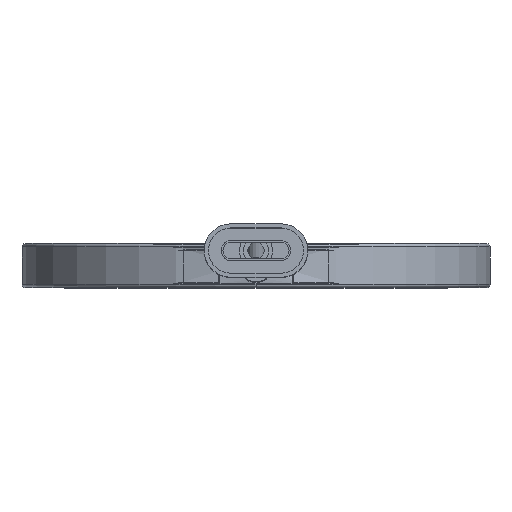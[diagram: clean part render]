
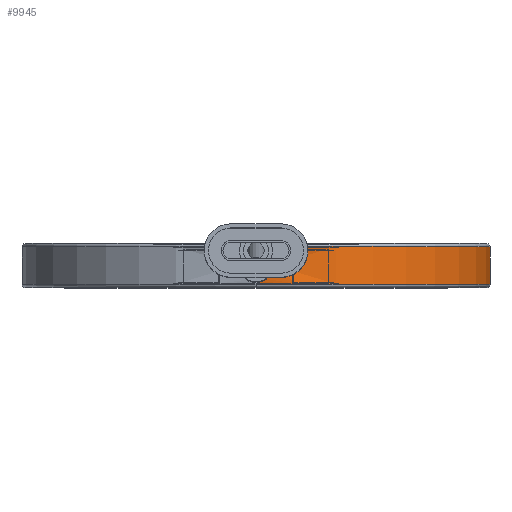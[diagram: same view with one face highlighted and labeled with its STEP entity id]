
A CAD part, top view. The second image highlights one B-rep face of the part: STEP entity #9945.
In plain terms, the highlighted cylindrical face has radius 28 mm (diameter 56 mm), a partial arc.
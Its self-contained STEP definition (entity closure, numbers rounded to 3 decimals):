
#112 = CARTESIAN_POINT ( 'NONE',  ( 1.882, 3.574, 27.937 ) ) ;
#282 = CARTESIAN_POINT ( 'NONE',  ( 2.093, 2.922, 27.922 ) ) ;
#526 = CARTESIAN_POINT ( 'NONE',  ( 0., 0.564, 28. ) ) ;
#1012 = CYLINDRICAL_SURFACE ( 'NONE', #12440, 28. ) ;
#1155 = CARTESIAN_POINT ( 'NONE',  ( 1.882, 1.726, 27.937 ) ) ;
#1270 = VERTEX_POINT ( 'NONE', #526 ) ;
#2164 = CARTESIAN_POINT ( 'NONE',  ( 0., 0.4, -28. ) ) ;
#2536 = CARTESIAN_POINT ( 'NONE',  ( 1.577, 1.272, 27.956 ) ) ;
#2573 = EDGE_CURVE ( 'NONE', #16766, #10041, #7685, .T. ) ;
#2599 = VERTEX_POINT ( 'NONE', #2164 ) ;
#2668 = CARTESIAN_POINT ( 'NONE',  ( 1.816, 1.604, 27.941 ) ) ;
#2869 = B_SPLINE_CURVE_WITH_KNOTS ( 'NONE', 3,
 ( #16027, #7315, #11675, #8708, #2929, #11623, #13072, #2988, #15968, #13135, #112, #11558, #282, #10154 ),
 .UNSPECIFIED., .F., .F.,
 ( 4, 2, 2, 2, 2, 2, 4 ),
 ( 0.75, 0.812, 0.844, 0.875, 0.906, 0.937, 1. ),
 .UNSPECIFIED. ) ;
#2929 = CARTESIAN_POINT ( 'NONE',  ( 1.049, 4.46, 27.981 ) ) ;
#2988 = CARTESIAN_POINT ( 'NONE',  ( 1.578, 4.028, 27.956 ) ) ;
#3599 = DIRECTION ( 'NONE',  ( 0., 0., 1. ) ) ;
#3976 = CARTESIAN_POINT ( 'NONE',  ( 1.056, 0.828, 27.981 ) ) ;
#4031 = CARTESIAN_POINT ( 'NONE',  ( 2.026, 2.107, 27.927 ) ) ;
#4139 = ORIENTED_EDGE ( 'NONE', *, *, #16697, .T. ) ;
#4331 = LINE ( 'NONE', #4397, #5453 ) ;
#4397 = CARTESIAN_POINT ( 'NONE',  ( 0., 5.3, 28. ) ) ;
#4555 = VERTEX_POINT ( 'NONE', #8285 ) ;
#5453 = VECTOR ( 'NONE', #17270, 1000. ) ;
#5489 = VERTEX_POINT ( 'NONE', #12062 ) ;
#5550 = CARTESIAN_POINT ( 'NONE',  ( 0.543, 0.631, 27.995 ) ) ;
#5930 = CARTESIAN_POINT ( 'NONE',  ( 0., 4.9, -28. ) ) ;
#5975 = CARTESIAN_POINT ( 'NONE',  ( 0., 0.4, 28. ) ) ;
#6116 = DIRECTION ( 'NONE',  ( 0., -1., 0. ) ) ;
#6991 = CARTESIAN_POINT ( 'NONE',  ( 0.673, 0.67, 27.992 ) ) ;
#7315 = CARTESIAN_POINT ( 'NONE',  ( 0.275, 4.736, 28. ) ) ;
#7601 = DIRECTION ( 'NONE',  ( 0., -1., 0. ) ) ;
#7663 = VECTOR ( 'NONE', #6116, 1000. ) ;
#7685 = CIRCLE ( 'NONE', #8996, 28. ) ;
#7741 = AXIS2_PLACEMENT_3D ( 'NONE', #18027, #13683, #18099 ) ;
#8068 = ORIENTED_EDGE ( 'NONE', *, *, #13921, .T. ) ;
#8112 = LINE ( 'NONE', #13196, #7663 ) ;
#8245 = CARTESIAN_POINT ( 'NONE',  ( 0.137, 0.564, 28. ) ) ;
#8285 = CARTESIAN_POINT ( 'NONE',  ( 2.093, 2.65, 27.922 ) ) ;
#8368 = EDGE_CURVE ( 'NONE', #16766, #2599, #14774, .T. ) ;
#8624 = ORIENTED_EDGE ( 'NONE', *, *, #2573, .T. ) ;
#8708 = CARTESIAN_POINT ( 'NONE',  ( 0.929, 4.524, 27.985 ) ) ;
#8996 = AXIS2_PLACEMENT_3D ( 'NONE', #13828, #10773, #3599 ) ;
#9311 = EDGE_CURVE ( 'NONE', #4555, #1270, #11436, .T. ) ;
#9763 = CARTESIAN_POINT ( 'NONE',  ( 2.08, 2.377, 27.923 ) ) ;
#9870 = VERTEX_POINT ( 'NONE', #5975 ) ;
#9945 = ADVANCED_FACE ( 'NONE', ( #12951 ), #1012, .T. ) ;
#10041 = VERTEX_POINT ( 'NONE', #16390 ) ;
#10154 = CARTESIAN_POINT ( 'NONE',  ( 2.093, 2.65, 27.922 ) ) ;
#10469 = ORIENTED_EDGE ( 'NONE', *, *, #18677, .T. ) ;
#10773 = DIRECTION ( 'NONE',  ( 0., -1., 0. ) ) ;
#10918 = VECTOR ( 'NONE', #17596, 1000. ) ;
#11088 = CARTESIAN_POINT ( 'NONE',  ( 1.286, 0.981, 27.971 ) ) ;
#11217 = CARTESIAN_POINT ( 'NONE',  ( 0.276, 0.577, 27.999 ) ) ;
#11436 = B_SPLINE_CURVE_WITH_KNOTS ( 'NONE', 3,
 ( #16651, #18181, #9763, #4031, #12609, #1155, #2668, #12551, #2536, #11088, #3976, #6991, #5550, #11217, #8245, #17090 ),
 .UNSPECIFIED., .F., .F.,
 ( 4, 2, 2, 2, 2, 2, 2, 4 ),
 ( 0., 0.031, 0.062, 0.094, 0.125, 0.187, 0.219, 0.25 ),
 .UNSPECIFIED. ) ;
#11558 = CARTESIAN_POINT ( 'NONE',  ( 2.039, 3.196, 27.926 ) ) ;
#11623 = CARTESIAN_POINT ( 'NONE',  ( 1.276, 4.309, 27.971 ) ) ;
#11675 = CARTESIAN_POINT ( 'NONE',  ( 0.547, 4.682, 27.996 ) ) ;
#11778 = ORIENTED_EDGE ( 'NONE', *, *, #9311, .T. ) ;
#12062 = CARTESIAN_POINT ( 'NONE',  ( 0., 4.736, 28. ) ) ;
#12298 = EDGE_CURVE ( 'NONE', #5489, #4555, #2869, .T. ) ;
#12440 = AXIS2_PLACEMENT_3D ( 'NONE', #16258, #7601, #17713 ) ;
#12551 = CARTESIAN_POINT ( 'NONE',  ( 1.664, 1.377, 27.951 ) ) ;
#12609 = CARTESIAN_POINT ( 'NONE',  ( 1.986, 1.978, 27.93 ) ) ;
#12951 = FACE_OUTER_BOUND ( 'NONE', #17601, .T. ) ;
#13072 = CARTESIAN_POINT ( 'NONE',  ( 1.384, 4.221, 27.966 ) ) ;
#13135 = CARTESIAN_POINT ( 'NONE',  ( 1.816, 3.696, 27.941 ) ) ;
#13196 = CARTESIAN_POINT ( 'NONE',  ( 0., 5.3, 28. ) ) ;
#13683 = DIRECTION ( 'NONE',  ( 0., 1., 0. ) ) ;
#13828 = CARTESIAN_POINT ( 'NONE',  ( 0., 4.9, 0. ) ) ;
#13921 = EDGE_CURVE ( 'NONE', #10041, #5489, #4331, .T. ) ;
#14299 = ORIENTED_EDGE ( 'NONE', *, *, #8368, .F. ) ;
#14774 = LINE ( 'NONE', #17670, #10918 ) ;
#15968 = CARTESIAN_POINT ( 'NONE',  ( 1.664, 3.923, 27.951 ) ) ;
#16027 = CARTESIAN_POINT ( 'NONE',  ( 0., 4.736, 28. ) ) ;
#16258 = CARTESIAN_POINT ( 'NONE',  ( 0., 5.3, 0. ) ) ;
#16390 = CARTESIAN_POINT ( 'NONE',  ( 0., 4.9, 28. ) ) ;
#16651 = CARTESIAN_POINT ( 'NONE',  ( 2.093, 2.65, 27.922 ) ) ;
#16697 = EDGE_CURVE ( 'NONE', #1270, #9870, #8112, .T. ) ;
#16766 = VERTEX_POINT ( 'NONE', #5930 ) ;
#16906 = CIRCLE ( 'NONE', #7741, 28. ) ;
#17090 = CARTESIAN_POINT ( 'NONE',  ( 0., 0.564, 28. ) ) ;
#17270 = DIRECTION ( 'NONE',  ( 0., -1., 0. ) ) ;
#17596 = DIRECTION ( 'NONE',  ( 0., -1., 0. ) ) ;
#17601 = EDGE_LOOP ( 'NONE', ( #8624, #8068, #18336, #11778, #4139, #10469, #14299 ) ) ;
#17670 = CARTESIAN_POINT ( 'NONE',  ( 0., 5.3, -28. ) ) ;
#17713 = DIRECTION ( 'NONE',  ( 0., 0., -1. ) ) ;
#18027 = CARTESIAN_POINT ( 'NONE',  ( 0., 0.4, 0. ) ) ;
#18099 = DIRECTION ( 'NONE',  ( 0., 0., 1. ) ) ;
#18181 = CARTESIAN_POINT ( 'NONE',  ( 2.093, 2.513, 27.922 ) ) ;
#18336 = ORIENTED_EDGE ( 'NONE', *, *, #12298, .T. ) ;
#18677 = EDGE_CURVE ( 'NONE', #9870, #2599, #16906, .T. ) ;
